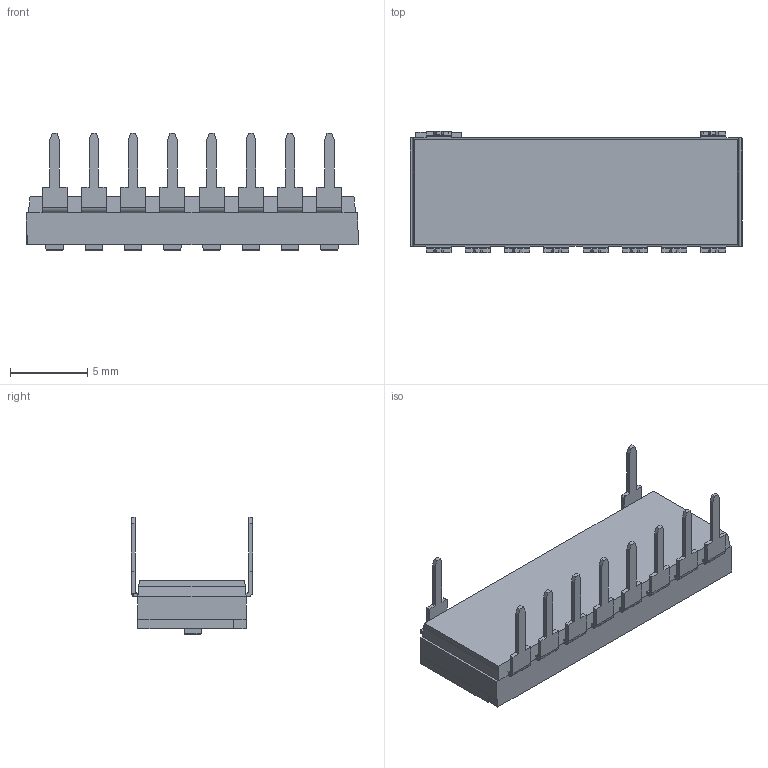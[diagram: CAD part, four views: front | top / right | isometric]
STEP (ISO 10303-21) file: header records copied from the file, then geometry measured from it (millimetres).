
FILE_DESCRIPTION(/* description */ (''),/* implementation_level */ '2;1');
FILE_NAME(/* name */ 'KAD08LHGT.stp',/* time_stamp */ '2024-02-16T15:43:28-06:00',/* author */ ('mroman'),/* organization */ (''),/* preprocessor_version */ 'ST-DEVELOPER v18.1',/* originating_system */ 'Autodesk Inventor 2022',/* authorisation */ '');
FILE_SCHEMA (('AUTOMOTIVE_DESIGN { 1 0 10303 214 3 1 1 }'));
Length unit declared in the file: millimetre
Products named in the file (1): KAD08LHGT
Bounding box: 21.48 x 7.87 x 7.6 mm (x, y, z)
Volume: 455.1 mm3; surface area: 689.9 mm2
Topology: 1 solids, 1 shells, 555 faces, 1439 edges, 927 vertices
Faces by surface type: plane 428, bspline 71, cylinder 56
Entity records: 20263 total; most frequent: CARTESIAN_POINT 7091, ORIENTED_EDGE 2880, DIRECTION 2350, EDGE_CURVE 1440, LINE 1216, VECTOR 1216, VERTEX_POINT 928, EDGE_LOOP 598
